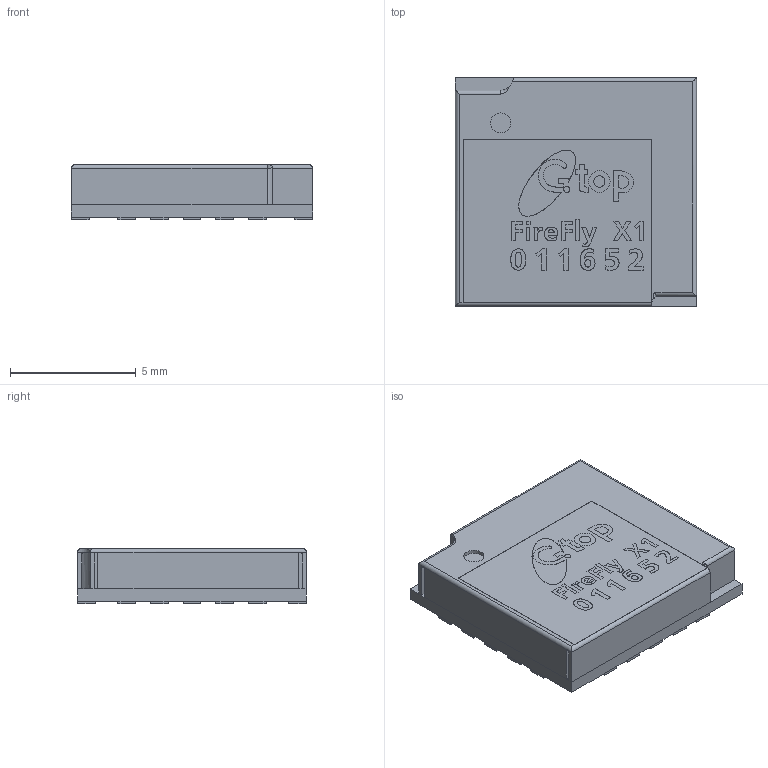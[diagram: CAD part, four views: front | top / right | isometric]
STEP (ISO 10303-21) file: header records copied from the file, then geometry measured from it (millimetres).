
FILE_DESCRIPTION(('FreeCAD Model'),'2;1');
FILE_NAME('FireFly X1.step', '2017-06-23T10:39:14',('kicad StepUp'),('ksu MCAD'), 'Open CASCADE STEP processor 6.8','FreeCAD','Unknown');
FILE_SCHEMA(('AUTOMOTIVE_DESIGN_CC2 { 1 2 10303 214 -1 1 5 4 }'));
Length unit declared in the file: millimetre
Products named in the file (1): FireFly_X1
Bounding box: 9.6 x 9.1 x 2.21 mm (x, y, z)
Volume: 181.2 mm3; surface area: 262.3 mm2
Topology: 1 solids, 1 shells, 408 faces, 1066 edges, 687 vertices
Faces by surface type: plane 303, extrusion 69, cylinder 34, bspline 2
Full cylindrical faces by diameter (mm): 0.24 x1, 0.8 x1
Entity records: 23295 total; most frequent: CARTESIAN_POINT 10645, ORIENTED_EDGE 2132, DIRECTION 1741, EDGE_CURVE 1066, VECTOR 925, LINE 856, VERTEX_POINT 687, FACE_BOUND 435
